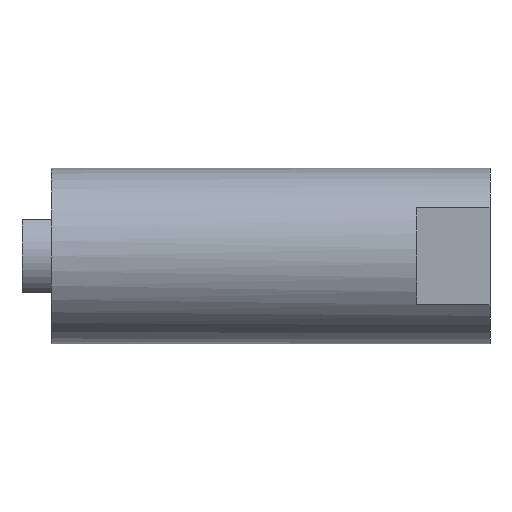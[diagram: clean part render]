
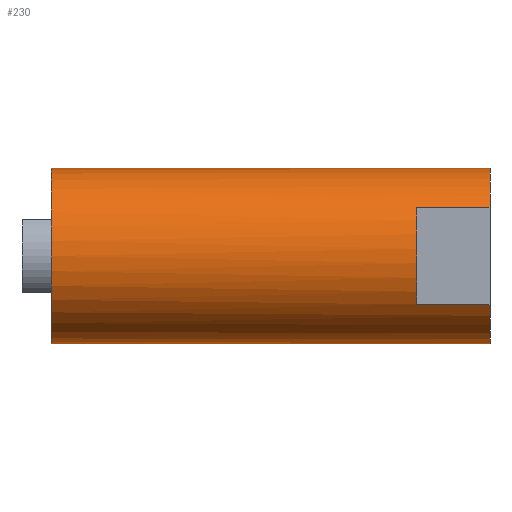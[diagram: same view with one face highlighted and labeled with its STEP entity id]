
A CAD part, left-side view. The second image highlights one B-rep face of the part: STEP entity #230.
In plain terms, the highlighted cylindrical face has radius 6 mm (diameter 12 mm), a partial arc.
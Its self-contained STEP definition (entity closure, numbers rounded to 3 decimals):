
#29 = VECTOR ( 'NONE', #735, 1000. ) ;
#31 = LINE ( 'NONE', #713, #29 ) ;
#32 = CIRCLE ( 'NONE', #325, 6. ) ;
#57 = CARTESIAN_POINT ( 'NONE',  ( 0., 30., 6. ) ) ;
#126 = DIRECTION ( 'NONE',  ( 0., 0., -1. ) ) ;
#134 = CARTESIAN_POINT ( 'NONE',  ( 0., 0., 0. ) ) ;
#145 = DIRECTION ( 'NONE',  ( 0., -1., 0. ) ) ;
#230 = ADVANCED_FACE ( 'NONE', ( #668 ), #675, .T. ) ;
#269 = EDGE_CURVE ( 'NONE', #453, #515, #654, .T. ) ;
#325 = AXIS2_PLACEMENT_3D ( 'NONE', #714, #736, #721 ) ;
#326 = AXIS2_PLACEMENT_3D ( 'NONE', #719, #720, #717 ) ;
#328 = AXIS2_PLACEMENT_3D ( 'NONE', #737, #731, #732 ) ;
#329 = AXIS2_PLACEMENT_3D ( 'NONE', #750, #722, #724 ) ;
#365 = EDGE_CURVE ( 'NONE', #484, #541, #831, .T. ) ;
#367 = EDGE_CURVE ( 'NONE', #515, #592, #833, .T. ) ;
#369 = EDGE_CURVE ( 'NONE', #565, #541, #836, .T. ) ;
#371 = EDGE_CURVE ( 'NONE', #453, #484, #828, .T. ) ;
#372 = EDGE_CURVE ( 'NONE', #585, #565, #837, .T. ) ;
#373 = EDGE_CURVE ( 'NONE', #540, #585, #32, .T. ) ;
#374 = EDGE_CURVE ( 'NONE', #540, #592, #31, .T. ) ;
#399 = AXIS2_PLACEMENT_3D ( 'NONE', #134, #145, #126 ) ;
#450 = EDGE_LOOP ( 'NONE', ( #578, #504, #508, #518, #524, #607, #554, #606 ) ) ;
#453 = VERTEX_POINT ( 'NONE', #57 ) ;
#484 = VERTEX_POINT ( 'NONE', #943 ) ;
#504 = ORIENTED_EDGE ( 'NONE', *, *, #371, .T. ) ;
#508 = ORIENTED_EDGE ( 'NONE', *, *, #365, .T. ) ;
#515 = VERTEX_POINT ( 'NONE', #946 ) ;
#518 = ORIENTED_EDGE ( 'NONE', *, *, #369, .F. ) ;
#524 = ORIENTED_EDGE ( 'NONE', *, *, #372, .F. ) ;
#540 = VERTEX_POINT ( 'NONE', #947 ) ;
#541 = VERTEX_POINT ( 'NONE', #963 ) ;
#554 = ORIENTED_EDGE ( 'NONE', *, *, #374, .T. ) ;
#565 = VERTEX_POINT ( 'NONE', #961 ) ;
#578 = ORIENTED_EDGE ( 'NONE', *, *, #269, .F. ) ;
#585 = VERTEX_POINT ( 'NONE', #964 ) ;
#592 = VERTEX_POINT ( 'NONE', #958 ) ;
#606 = ORIENTED_EDGE ( 'NONE', *, *, #367, .F. ) ;
#607 = ORIENTED_EDGE ( 'NONE', *, *, #373, .F. ) ;
#649 = VECTOR ( 'NONE', #844, 1000. ) ;
#654 = LINE ( 'NONE', #849, #649 ) ;
#668 = FACE_OUTER_BOUND ( 'NONE', #450, .T. ) ;
#675 = CYLINDRICAL_SURFACE ( 'NONE', #399, 6. ) ;
#713 = CARTESIAN_POINT ( 'NONE',  ( -5., 5., 3.317 ) ) ;
#714 = CARTESIAN_POINT ( 'NONE',  ( 0., 5., 0. ) ) ;
#717 = DIRECTION ( 'NONE',  ( 0., 0., -1. ) ) ;
#719 = CARTESIAN_POINT ( 'NONE',  ( 0., 30., 0. ) ) ;
#720 = DIRECTION ( 'NONE',  ( 0., -1., 0. ) ) ;
#721 = DIRECTION ( 'NONE',  ( 0., 0., -1. ) ) ;
#722 = DIRECTION ( 'NONE',  ( 0., -1., 0. ) ) ;
#724 = DIRECTION ( 'NONE',  ( 0., 0., -1. ) ) ;
#731 = DIRECTION ( 'NONE',  ( 0., -1., 0. ) ) ;
#732 = DIRECTION ( 'NONE',  ( 0., 0., -1. ) ) ;
#733 = CARTESIAN_POINT ( 'NONE',  ( -5., 5., -3.317 ) ) ;
#735 = DIRECTION ( 'NONE',  ( 0., -1., 0. ) ) ;
#736 = DIRECTION ( 'NONE',  ( 0., -1., 0. ) ) ;
#737 = CARTESIAN_POINT ( 'NONE',  ( 0., 0., 0. ) ) ;
#750 = CARTESIAN_POINT ( 'NONE',  ( 0., 0., 0. ) ) ;
#756 = CARTESIAN_POINT ( 'NONE',  ( 0., 0., -6. ) ) ;
#769 = DIRECTION ( 'NONE',  ( 0., -1., 0. ) ) ;
#787 = DIRECTION ( 'NONE',  ( 0., -1., 0. ) ) ;
#828 = CIRCLE ( 'NONE', #326, 6. ) ;
#829 = VECTOR ( 'NONE', #769, 1000. ) ;
#830 = VECTOR ( 'NONE', #787, 1000. ) ;
#831 = LINE ( 'NONE', #756, #830 ) ;
#833 = CIRCLE ( 'NONE', #329, 6. ) ;
#836 = CIRCLE ( 'NONE', #328, 6. ) ;
#837 = LINE ( 'NONE', #733, #829 ) ;
#844 = DIRECTION ( 'NONE',  ( 0., -1., 0. ) ) ;
#849 = CARTESIAN_POINT ( 'NONE',  ( 0., 0., 6. ) ) ;
#943 = CARTESIAN_POINT ( 'NONE',  ( 0., 30., -6. ) ) ;
#946 = CARTESIAN_POINT ( 'NONE',  ( 0., 0., 6. ) ) ;
#947 = CARTESIAN_POINT ( 'NONE',  ( -5., 5., 3.317 ) ) ;
#958 = CARTESIAN_POINT ( 'NONE',  ( -5., 0., 3.317 ) ) ;
#961 = CARTESIAN_POINT ( 'NONE',  ( -5., 0., -3.317 ) ) ;
#963 = CARTESIAN_POINT ( 'NONE',  ( 0., 0., -6. ) ) ;
#964 = CARTESIAN_POINT ( 'NONE',  ( -5., 5., -3.317 ) ) ;
